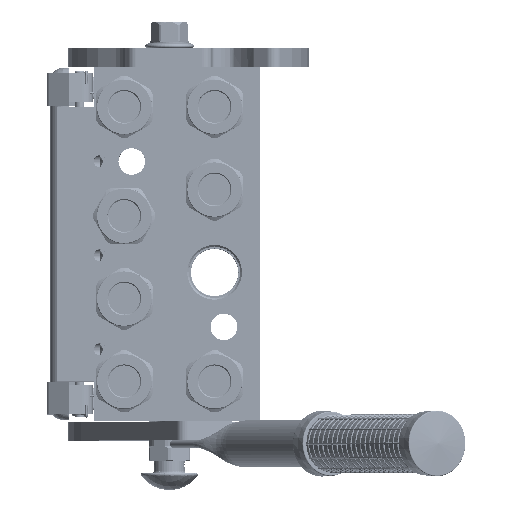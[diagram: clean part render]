
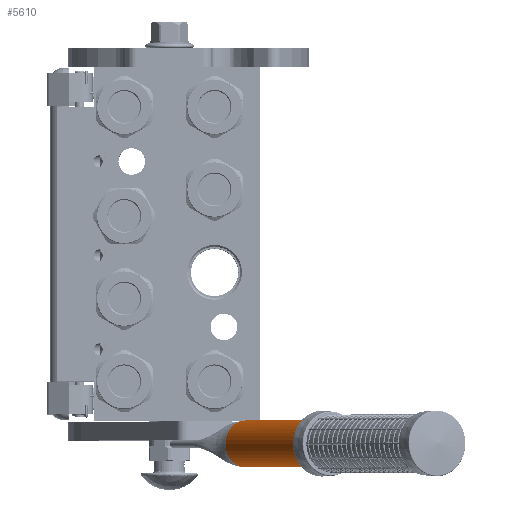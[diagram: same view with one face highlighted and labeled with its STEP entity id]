
A CAD part, top view. The second image highlights one B-rep face of the part: STEP entity #5610.
In plain terms, the highlighted cylindrical face has radius 12.5 mm (diameter 25 mm), a partial arc.
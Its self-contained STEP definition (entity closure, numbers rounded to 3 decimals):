
#1278 = EDGE_CURVE ( 'NONE', #52162, #182985, #71712, .T. ) ;
#3000 = ORIENTED_EDGE ( 'NONE', *, *, #1278, .F. ) ;
#4863 = DIRECTION ( 'NONE',  ( 0., 1., 0. ) ) ;
#5610 = ADVANCED_FACE ( 'NONE', ( #220437 ), #209432, .T. ) ;
#8000 = CARTESIAN_POINT ( 'NONE',  ( -12.464, 0.121, 0.953 ) ) ;
#9049 = CARTESIAN_POINT ( 'NONE',  ( -12.5, 0.24, 0. ) ) ;
#10961 = ORIENTED_EDGE ( 'NONE', *, *, #176175, .F. ) ;
#14516 = CARTESIAN_POINT ( 'NONE',  ( 0., 198., 0. ) ) ;
#20274 = CARTESIAN_POINT ( 'NONE',  ( 0., 0., 0. ) ) ;
#20824 = CARTESIAN_POINT ( 'NONE',  ( 12.492, 0.214, 0.452 ) ) ;
#22346 = CARTESIAN_POINT ( 'NONE',  ( 12.5, 0.24, 0.108 ) ) ;
#25350 = CIRCLE ( 'NONE', #33968, 12.5 ) ;
#25605 = EDGE_CURVE ( 'NONE', #225332, #44346, #25350, .T. ) ;
#25670 = CARTESIAN_POINT ( 'NONE',  ( -12.467, 0.131, 0.91 ) ) ;
#31579 = LINE ( 'NONE', #208120, #190616 ) ;
#32126 = DIRECTION ( 'NONE',  ( -1., 0., 0. ) ) ;
#32433 = CARTESIAN_POINT ( 'NONE',  ( -12.5, 0.24, 0. ) ) ;
#33968 = AXIS2_PLACEMENT_3D ( 'NONE', #20274, #4863, #127437 ) ;
#43259 = CARTESIAN_POINT ( 'NONE',  ( -12.474, 0.155, 0.804 ) ) ;
#44032 = CARTESIAN_POINT ( 'NONE',  ( 12.426, 0., 1.36 ) ) ;
#44346 = VERTEX_POINT ( 'NONE', #44032 ) ;
#47776 = AXIS2_PLACEMENT_3D ( 'NONE', #119014, #188032, #222565 ) ;
#52162 = VERTEX_POINT ( 'NONE', #146193 ) ;
#53549 = CARTESIAN_POINT ( 'NONE',  ( 12.5, 0.24, 0. ) ) ;
#55834 = CIRCLE ( 'NONE', #60180, 12.5 ) ;
#56096 = CARTESIAN_POINT ( 'NONE',  ( 12.481, 0.178, 0.683 ) ) ;
#57608 = CIRCLE ( 'NONE', #197201, 12.5 ) ;
#58673 = VECTOR ( 'NONE', #166210, 1000. ) ;
#60180 = AXIS2_PLACEMENT_3D ( 'NONE', #128182, #93050, #215666 ) ;
#71712 = B_SPLINE_CURVE_WITH_KNOTS ( 'NONE', 3,
 ( #204225, #114485, #132110, #99155, #8000, #130560, #149822, #25670, #148319, #202726, #43259, #165918, #78555, #96134, #97639, #32433 ),
 .UNSPECIFIED., .F., .F.,
 ( 4, 2, 1, 2, 2, 1, 2, 2, 4 ),
 ( 0., 0.25, 0.312, 0.328, 0.344, 0.375, 0.437, 0.5, 1. ),
 .UNSPECIFIED. ) ;
#73751 = CARTESIAN_POINT ( 'NONE',  ( 12.456, 0.096, 1.087 ) ) ;
#74519 = CARTESIAN_POINT ( 'NONE',  ( 12.486, 0.195, 0.586 ) ) ;
#74853 = ORIENTED_EDGE ( 'NONE', *, *, #149989, .F. ) ;
#77813 = LINE ( 'NONE', #9049, #58673 ) ;
#78555 = CARTESIAN_POINT ( 'NONE',  ( -12.479, 0.172, 0.721 ) ) ;
#82912 = ORIENTED_EDGE ( 'NONE', *, *, #174151, .T. ) ;
#85918 = VERTEX_POINT ( 'NONE', #53549 ) ;
#88855 = B_SPLINE_CURVE_WITH_KNOTS ( 'NONE', 3,
 ( #213208, #22346, #110430, #213939, #20824, #161117, #74519, #124249, #144242, #212446, #56096, #141960, #196380, #73751, #91355 ),
 .UNSPECIFIED., .F., .F.,
 ( 4, 2, 2, 1, 1, 1, 2, 2, 4 ),
 ( 0., 0.25, 0.375, 0.437, 0.469, 0.484, 0.492, 0.5, 1. ),
 .UNSPECIFIED. ) ;
#91355 = CARTESIAN_POINT ( 'NONE',  ( 12.426, 0., 1.36 ) ) ;
#93050 = DIRECTION ( 'NONE',  ( 0., 1., 0. ) ) ;
#94668 = ORIENTED_EDGE ( 'NONE', *, *, #158981, .T. ) ;
#96134 = CARTESIAN_POINT ( 'NONE',  ( -12.494, 0.221, 0.449 ) ) ;
#96987 = CARTESIAN_POINT ( 'NONE',  ( -12.5, 198., 0. ) ) ;
#97639 = CARTESIAN_POINT ( 'NONE',  ( -12.5, 0.24, 0.216 ) ) ;
#99155 = CARTESIAN_POINT ( 'NONE',  ( -12.461, 0.114, 0.981 ) ) ;
#110430 = CARTESIAN_POINT ( 'NONE',  ( 12.499, 0.235, 0.221 ) ) ;
#114485 = CARTESIAN_POINT ( 'NONE',  ( -12.441, 0.049, 1.219 ) ) ;
#119014 = CARTESIAN_POINT ( 'NONE',  ( 0., 0., 0. ) ) ;
#124249 = CARTESIAN_POINT ( 'NONE',  ( 12.484, 0.186, 0.638 ) ) ;
#127437 = DIRECTION ( 'NONE',  ( -0.994, 0., 0.109 ) ) ;
#128182 = CARTESIAN_POINT ( 'NONE',  ( 0., 0., 0. ) ) ;
#130560 = CARTESIAN_POINT ( 'NONE',  ( -12.466, 0.127, 0.927 ) ) ;
#132110 = CARTESIAN_POINT ( 'NONE',  ( -12.452, 0.083, 1.1 ) ) ;
#135124 = VERTEX_POINT ( 'NONE', #156720 ) ;
#137139 = DIRECTION ( 'NONE',  ( 0., 1., 0. ) ) ;
#138097 = EDGE_LOOP ( 'NONE', ( #94668, #180264, #74853, #3000, #82912, #172535, #10961 ) ) ;
#141960 = CARTESIAN_POINT ( 'NONE',  ( 12.481, 0.178, 0.688 ) ) ;
#144242 = CARTESIAN_POINT ( 'NONE',  ( 12.482, 0.182, 0.665 ) ) ;
#144494 = VERTEX_POINT ( 'NONE', #96987 ) ;
#146193 = CARTESIAN_POINT ( 'NONE',  ( -12.426, 0., 1.36 ) ) ;
#148319 = CARTESIAN_POINT ( 'NONE',  ( -12.468, 0.136, 0.889 ) ) ;
#149822 = CARTESIAN_POINT ( 'NONE',  ( -12.466, 0.13, 0.917 ) ) ;
#149989 = EDGE_CURVE ( 'NONE', #182985, #144494, #77813, .T. ) ;
#156177 = CARTESIAN_POINT ( 'NONE',  ( -12.5, 0.24, 0. ) ) ;
#156720 = CARTESIAN_POINT ( 'NONE',  ( 12.5, 198., 0. ) ) ;
#158981 = EDGE_CURVE ( 'NONE', #85918, #135124, #31579, .T. ) ;
#161007 = CARTESIAN_POINT ( 'NONE',  ( 0., 0., 12.5 ) ) ;
#161117 = CARTESIAN_POINT ( 'NONE',  ( 12.488, 0.202, 0.541 ) ) ;
#165918 = CARTESIAN_POINT ( 'NONE',  ( -12.478, 0.167, 0.748 ) ) ;
#166210 = DIRECTION ( 'NONE',  ( 0., 1., 0. ) ) ;
#172535 = ORIENTED_EDGE ( 'NONE', *, *, #25605, .T. ) ;
#174151 = EDGE_CURVE ( 'NONE', #52162, #225332, #55834, .T. ) ;
#176175 = EDGE_CURVE ( 'NONE', #85918, #44346, #88855, .T. ) ;
#176514 = EDGE_CURVE ( 'NONE', #144494, #135124, #57608, .T. ) ;
#180264 = ORIENTED_EDGE ( 'NONE', *, *, #176514, .F. ) ;
#182985 = VERTEX_POINT ( 'NONE', #156177 ) ;
#188032 = DIRECTION ( 'NONE',  ( 0., -1., 0. ) ) ;
#190616 = VECTOR ( 'NONE', #207395, 1000. ) ;
#196380 = CARTESIAN_POINT ( 'NONE',  ( 12.472, 0.146, 0.859 ) ) ;
#197201 = AXIS2_PLACEMENT_3D ( 'NONE', #14516, #137139, #32126 ) ;
#202726 = CARTESIAN_POINT ( 'NONE',  ( -12.471, 0.146, 0.847 ) ) ;
#204225 = CARTESIAN_POINT ( 'NONE',  ( -12.426, 0., 1.36 ) ) ;
#207395 = DIRECTION ( 'NONE',  ( 0., 1., 0. ) ) ;
#208120 = CARTESIAN_POINT ( 'NONE',  ( 12.5, 0.24, 0. ) ) ;
#209432 = CYLINDRICAL_SURFACE ( 'NONE', #47776, 12.5 ) ;
#212446 = CARTESIAN_POINT ( 'NONE',  ( 12.482, 0.18, 0.676 ) ) ;
#213208 = CARTESIAN_POINT ( 'NONE',  ( 12.5, 0.24, 0. ) ) ;
#213939 = CARTESIAN_POINT ( 'NONE',  ( 12.494, 0.22, 0.394 ) ) ;
#215666 = DIRECTION ( 'NONE',  ( -0.994, 0., 0.109 ) ) ;
#220437 = FACE_OUTER_BOUND ( 'NONE', #138097, .T. ) ;
#222565 = DIRECTION ( 'NONE',  ( 1., 0., 0. ) ) ;
#225332 = VERTEX_POINT ( 'NONE', #161007 ) ;
